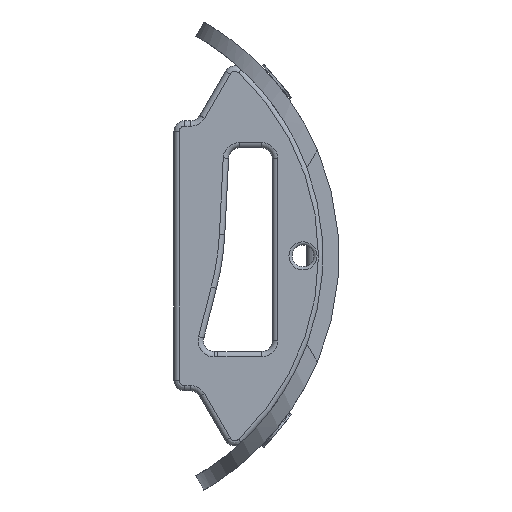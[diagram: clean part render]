
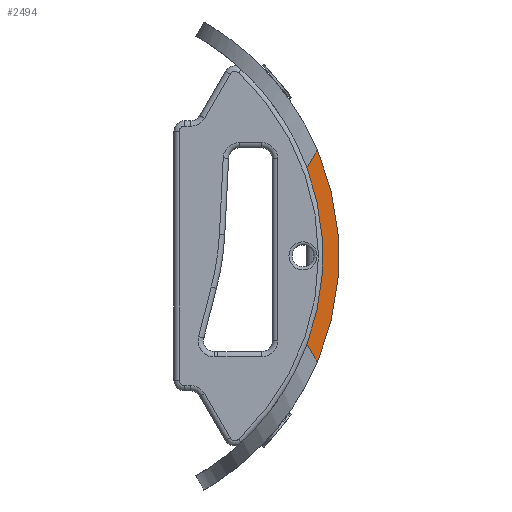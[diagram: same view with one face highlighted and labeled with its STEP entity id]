
A CAD part, left-side view. The second image highlights one B-rep face of the part: STEP entity #2494.
In plain terms, the highlighted planar face has unit normal (-1, 0, 0).
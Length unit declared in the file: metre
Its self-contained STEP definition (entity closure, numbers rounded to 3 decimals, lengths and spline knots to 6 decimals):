
#36=PLANE('',#2694);
#167=FACE_OUTER_BOUND('',#332,.T.);
#332=EDGE_LOOP('',(#1837,#1838,#1839,#1840));
#525=LINE('',#3918,#681);
#527=LINE('',#3959,#683);
#681=VECTOR('',#2963,1.);
#683=VECTOR('',#2967,1.);
#845=CIRCLE('',#2664,0.0235);
#847=CIRCLE('',#2667,0.025);
#1016=VERTEX_POINT('',#3901);
#1018=VERTEX_POINT('',#3917);
#1020=VERTEX_POINT('',#3936);
#1022=VERTEX_POINT('',#3958);
#1256=EDGE_CURVE('',#1018,#1016,#525,.T.);
#1260=EDGE_CURVE('',#1022,#1020,#527,.T.);
#1317=EDGE_CURVE('',#1022,#1016,#845,.T.);
#1323=EDGE_CURVE('',#1018,#1020,#847,.T.);
#1837=ORIENTED_EDGE('',*,*,#1256,.T.);
#1838=ORIENTED_EDGE('',*,*,#1317,.F.);
#1839=ORIENTED_EDGE('',*,*,#1260,.T.);
#1840=ORIENTED_EDGE('',*,*,#1323,.F.);
#2494=ADVANCED_FACE('',(#167),#36,.F.);
#2664=AXIS2_PLACEMENT_3D('',#4484,#3035,#3036);
#2667=AXIS2_PLACEMENT_3D('',#4541,#3043,#3044);
#2694=AXIS2_PLACEMENT_3D('',#7000,#3099,#3100);
#2963=DIRECTION('',(0.,0.5,-0.866));
#2967=DIRECTION('',(0.,-0.5,-0.866));
#3035=DIRECTION('center_axis',(-1.,0.,0.));
#3036=DIRECTION('ref_axis',(0.,-1.,0.));
#3043=DIRECTION('center_axis',(1.,0.,0.));
#3044=DIRECTION('ref_axis',(0.,-1.,0.));
#3099=DIRECTION('center_axis',(1.,0.,0.));
#3100=DIRECTION('ref_axis',(0.,-1.,0.));
#3901=CARTESIAN_POINT('',(0.065437,-0.006535,0.017014));
#3917=CARTESIAN_POINT('',(0.065437,-0.00749,0.018669));
#3918=CARTESIAN_POINT('',(0.065437,-0.001241,0.007844));
#3936=CARTESIAN_POINT('',(0.065437,-0.007491,-0.000973));
#3958=CARTESIAN_POINT('',(0.065437,-0.006536,0.000681));
#3959=CARTESIAN_POINT('',(0.065437,-0.00124,0.009852));
#4484=CARTESIAN_POINT('Origin',(0.065437,0.0155,0.008846));
#4541=CARTESIAN_POINT('Origin',(0.065437,0.0155,0.008846));
#7000=CARTESIAN_POINT('Origin',(0.065437,0.0155,0.008846));
